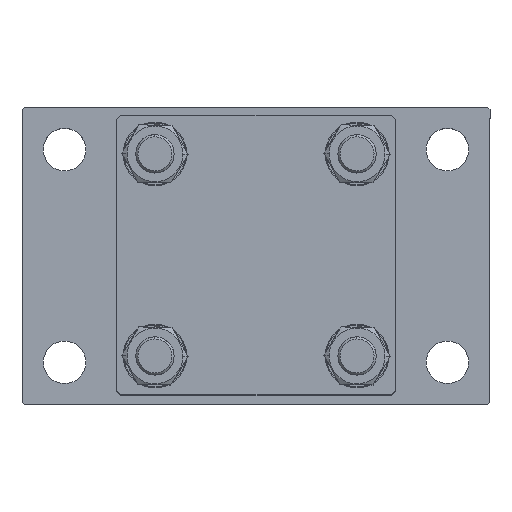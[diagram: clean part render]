
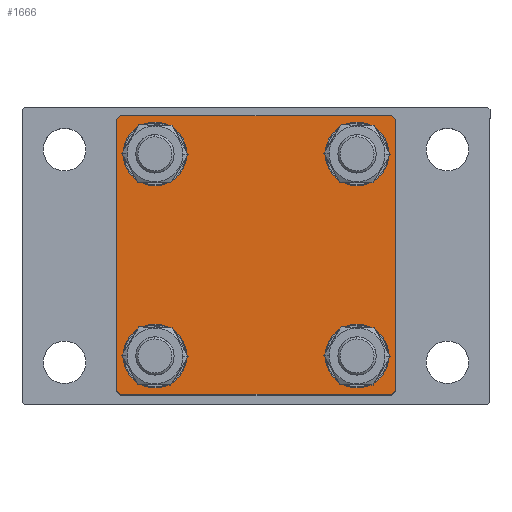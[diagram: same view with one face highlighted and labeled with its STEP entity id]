
A CAD part, top view. The second image highlights one B-rep face of the part: STEP entity #1666.
In plain terms, the highlighted face is planar.
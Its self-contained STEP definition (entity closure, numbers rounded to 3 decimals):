
#101 = EDGE_CURVE ( 'NONE', #4364, #4322, #7437, .T. ) ;
#102 = EDGE_CURVE ( 'NONE', #1224, #4323, #7438, .T. ) ;
#105 = EDGE_CURVE ( 'NONE', #4430, #1180, #7431, .T. ) ;
#112 = EDGE_CURVE ( 'NONE', #4364, #1324, #7422, .T. ) ;
#126 = EDGE_CURVE ( 'NONE', #1192, #4420, #7401, .T. ) ;
#127 = EDGE_CURVE ( 'NONE', #1180, #4430, #7409, .T. ) ;
#144 = EDGE_CURVE ( 'NONE', #4420, #1192, #7380, .T. ) ;
#145 = EDGE_CURVE ( 'NONE', #1285, #4407, #7378, .T. ) ;
#157 = EDGE_CURVE ( 'NONE', #4315, #1247, #7358, .T. ) ;
#170 = EDGE_CURVE ( 'NONE', #4418, #1246, #7341, .T. ) ;
#178 = EDGE_CURVE ( 'NONE', #4315, #4407, #7334, .T. ) ;
#192 = EDGE_CURVE ( 'NONE', #4323, #1224, #7307, .T. ) ;
#194 = EDGE_CURVE ( 'NONE', #1285, #1324, #7303, .T. ) ;
#202 = EDGE_CURVE ( 'NONE', #1233, #1247, #7289, .T. ) ;
#212 = EDGE_CURVE ( 'NONE', #1246, #4418, #7274, .T. ) ;
#240 = EDGE_CURVE ( 'NONE', #1233, #4322, #3442, .T. ) ;
#278 = CARTESIAN_POINT ( 'NONE',  ( -47.5, 47.5, 0. ) ) ;
#299 = DIRECTION ( 'NONE',  ( -1., 0., 0. ) ) ;
#300 = DIRECTION ( 'NONE',  ( 0., 0., -1. ) ) ;
#1180 = VERTEX_POINT ( 'NONE', #5063 ) ;
#1192 = VERTEX_POINT ( 'NONE', #5074 ) ;
#1224 = VERTEX_POINT ( 'NONE', #5106 ) ;
#1233 = VERTEX_POINT ( 'NONE', #5913 ) ;
#1246 = VERTEX_POINT ( 'NONE', #5926 ) ;
#1247 = VERTEX_POINT ( 'NONE', #5927 ) ;
#1285 = VERTEX_POINT ( 'NONE', #5965 ) ;
#1324 = VERTEX_POINT ( 'NONE', #6004 ) ;
#1666 = ADVANCED_FACE ( 'NONE', ( #3109, #3106, #3110, #3107, #3111 ), #2773, .T. ) ;
#2648 = CARTESIAN_POINT ( 'NONE',  ( 47.5, 47.5, 0. ) ) ;
#2660 = DIRECTION ( 'NONE',  ( -1., 0., 0. ) ) ;
#2663 = DIRECTION ( 'NONE',  ( 0., 0., -1. ) ) ;
#2692 = DIRECTION ( 'NONE',  ( -1., 0., 0. ) ) ;
#2694 = DIRECTION ( 'NONE',  ( 0., 0., -1. ) ) ;
#2695 = CARTESIAN_POINT ( 'NONE',  ( -47.5, -47.5, 0. ) ) ;
#2769 = DIRECTION ( 'NONE',  ( 0., 0., -1. ) ) ;
#2770 = CARTESIAN_POINT ( 'NONE',  ( 0., 0., 0. ) ) ;
#2773 = PLANE ( 'NONE',  #5330 ) ;
#2776 = DIRECTION ( 'NONE',  ( -1., 0., 0. ) ) ;
#2977 = CARTESIAN_POINT ( 'NONE',  ( -65.5, 63.5, 0. ) ) ;
#3106 = FACE_BOUND ( 'NONE', #7679, .T. ) ;
#3107 = FACE_BOUND ( 'NONE', #7677, .T. ) ;
#3109 = FACE_BOUND ( 'NONE', #7672, .T. ) ;
#3110 = FACE_BOUND ( 'NONE', #7681, .T. ) ;
#3111 = FACE_OUTER_BOUND ( 'NONE', #7676, .T. ) ;
#3438 = VECTOR ( 'NONE', #4875, 1000. ) ;
#3442 = LINE ( 'NONE', #4862, #3438 ) ;
#3497 = CARTESIAN_POINT ( 'NONE',  ( 65.5, 63.5, 0. ) ) ;
#3501 = CARTESIAN_POINT ( 'NONE',  ( 38., -47.5, 0. ) ) ;
#3528 = CARTESIAN_POINT ( 'NONE',  ( 65.5, -63.5, 0. ) ) ;
#3547 = CARTESIAN_POINT ( 'NONE',  ( -65.5, -63.5, 0. ) ) ;
#3553 = CARTESIAN_POINT ( 'NONE',  ( -57., 47.5, 0. ) ) ;
#3555 = CARTESIAN_POINT ( 'NONE',  ( -38., -47.5, 0. ) ) ;
#3565 = CARTESIAN_POINT ( 'NONE',  ( 57., 47.5, 0. ) ) ;
#4276 = DIRECTION ( 'NONE',  ( -1., 0., 0. ) ) ;
#4277 = DIRECTION ( 'NONE',  ( 0., 0., -1. ) ) ;
#4278 = CARTESIAN_POINT ( 'NONE',  ( -47.5, 47.5, 0. ) ) ;
#4315 = VERTEX_POINT ( 'NONE', #2977 ) ;
#4322 = VERTEX_POINT ( 'NONE', #3497 ) ;
#4323 = VERTEX_POINT ( 'NONE', #3501 ) ;
#4364 = VERTEX_POINT ( 'NONE', #3528 ) ;
#4407 = VERTEX_POINT ( 'NONE', #3547 ) ;
#4418 = VERTEX_POINT ( 'NONE', #3553 ) ;
#4420 = VERTEX_POINT ( 'NONE', #3555 ) ;
#4430 = VERTEX_POINT ( 'NONE', #3565 ) ;
#4526 = CARTESIAN_POINT ( 'NONE',  ( -65.5, 65.5, 0. ) ) ;
#4527 = DIRECTION ( 'NONE',  ( -1., 0., 0. ) ) ;
#4862 = CARTESIAN_POINT ( 'NONE',  ( 64.5, 64.5, 0. ) ) ;
#4875 = DIRECTION ( 'NONE',  ( 0.707, -0.707, 0. ) ) ;
#5063 = CARTESIAN_POINT ( 'NONE',  ( 38., 47.5, 0. ) ) ;
#5074 = CARTESIAN_POINT ( 'NONE',  ( -57., -47.5, 0. ) ) ;
#5106 = CARTESIAN_POINT ( 'NONE',  ( 57., -47.5, 0. ) ) ;
#5162 = DIRECTION ( 'NONE',  ( -1., 0., 0. ) ) ;
#5166 = DIRECTION ( 'NONE',  ( 0., 0., -1. ) ) ;
#5169 = CARTESIAN_POINT ( 'NONE',  ( 47.5, 47.5, 0. ) ) ;
#5185 = CARTESIAN_POINT ( 'NONE',  ( 64.5, -64.5, 0. ) ) ;
#5187 = CARTESIAN_POINT ( 'NONE',  ( 65.5, -65.5, 0. ) ) ;
#5191 = DIRECTION ( 'NONE',  ( -0.707, -0.707, 0. ) ) ;
#5195 = CARTESIAN_POINT ( 'NONE',  ( 47.5, -47.5, 0. ) ) ;
#5199 = DIRECTION ( 'NONE',  ( -1., 0., 0. ) ) ;
#5209 = DIRECTION ( 'NONE',  ( 0., 0., -1. ) ) ;
#5244 = DIRECTION ( 'NONE',  ( 0., 1., 0. ) ) ;
#5330 = AXIS2_PLACEMENT_3D ( 'NONE', #2770, #2769, #2776 ) ;
#5913 = CARTESIAN_POINT ( 'NONE',  ( 63.5, 65.5, 0. ) ) ;
#5926 = CARTESIAN_POINT ( 'NONE',  ( -38., 47.5, 0. ) ) ;
#5927 = CARTESIAN_POINT ( 'NONE',  ( -63.5, 65.5, 0. ) ) ;
#5965 = CARTESIAN_POINT ( 'NONE',  ( -63.5, -65.5, 0. ) ) ;
#6004 = CARTESIAN_POINT ( 'NONE',  ( 63.5, -65.5, 0. ) ) ;
#6460 = DIRECTION ( 'NONE',  ( -1., 0., 0. ) ) ;
#6461 = DIRECTION ( 'NONE',  ( 0., 0., -1. ) ) ;
#6462 = CARTESIAN_POINT ( 'NONE',  ( -47.5, -47.5, 0. ) ) ;
#6466 = CARTESIAN_POINT ( 'NONE',  ( -64.5, -64.5, 0. ) ) ;
#6475 = DIRECTION ( 'NONE',  ( -0.707, 0.707, 0. ) ) ;
#6480 = CARTESIAN_POINT ( 'NONE',  ( -64.5, 64.5, 0. ) ) ;
#6481 = DIRECTION ( 'NONE',  ( 0.707, 0.707, 0. ) ) ;
#6534 = DIRECTION ( 'NONE',  ( 0., 0., -1. ) ) ;
#6535 = CARTESIAN_POINT ( 'NONE',  ( 47.5, -47.5, 0. ) ) ;
#6536 = DIRECTION ( 'NONE',  ( -1., 0., 0. ) ) ;
#6538 = CARTESIAN_POINT ( 'NONE',  ( -65.5, -65.5, 0. ) ) ;
#6557 = DIRECTION ( 'NONE',  ( 1., 0., 0. ) ) ;
#6740 = AXIS2_PLACEMENT_3D ( 'NONE', #278, #300, #299 ) ;
#6749 = AXIS2_PLACEMENT_3D ( 'NONE', #6535, #6534, #6536 ) ;
#6758 = AXIS2_PLACEMENT_3D ( 'NONE', #4278, #4277, #4276 ) ;
#6773 = AXIS2_PLACEMENT_3D ( 'NONE', #6462, #6461, #6460 ) ;
#6783 = AXIS2_PLACEMENT_3D ( 'NONE', #2648, #2663, #2660 ) ;
#6784 = AXIS2_PLACEMENT_3D ( 'NONE', #2695, #2694, #2692 ) ;
#6792 = AXIS2_PLACEMENT_3D ( 'NONE', #5169, #5166, #5162 ) ;
#6793 = AXIS2_PLACEMENT_3D ( 'NONE', #5195, #5209, #5199 ) ;
#7274 = CIRCLE ( 'NONE', #6740, 9.5 ) ;
#7286 = VECTOR ( 'NONE', #4527, 1000. ) ;
#7289 = LINE ( 'NONE', #4526, #7286 ) ;
#7300 = VECTOR ( 'NONE', #6557, 1000. ) ;
#7303 = LINE ( 'NONE', #6538, #7300 ) ;
#7307 = CIRCLE ( 'NONE', #6749, 9.5 ) ;
#7325 = VECTOR ( 'NONE', #7956, 1000. ) ;
#7334 = LINE ( 'NONE', #8134, #7325 ) ;
#7341 = CIRCLE ( 'NONE', #6758, 9.5 ) ;
#7356 = VECTOR ( 'NONE', #6481, 1000. ) ;
#7358 = LINE ( 'NONE', #6480, #7356 ) ;
#7374 = VECTOR ( 'NONE', #6475, 1000. ) ;
#7378 = LINE ( 'NONE', #6466, #7374 ) ;
#7380 = CIRCLE ( 'NONE', #6773, 9.5 ) ;
#7401 = CIRCLE ( 'NONE', #6784, 9.5 ) ;
#7409 = CIRCLE ( 'NONE', #6783, 9.5 ) ;
#7419 = VECTOR ( 'NONE', #5191, 1000. ) ;
#7422 = LINE ( 'NONE', #5185, #7419 ) ;
#7431 = CIRCLE ( 'NONE', #6792, 9.5 ) ;
#7435 = VECTOR ( 'NONE', #5244, 1000. ) ;
#7437 = LINE ( 'NONE', #5187, #7435 ) ;
#7438 = CIRCLE ( 'NONE', #6793, 9.5 ) ;
#7493 = ORIENTED_EDGE ( 'NONE', *, *, #127, .F. ) ;
#7497 = ORIENTED_EDGE ( 'NONE', *, *, #192, .F. ) ;
#7498 = ORIENTED_EDGE ( 'NONE', *, *, #102, .F. ) ;
#7499 = ORIENTED_EDGE ( 'NONE', *, *, #126, .F. ) ;
#7500 = ORIENTED_EDGE ( 'NONE', *, *, #170, .F. ) ;
#7501 = ORIENTED_EDGE ( 'NONE', *, *, #144, .F. ) ;
#7502 = ORIENTED_EDGE ( 'NONE', *, *, #101, .F. ) ;
#7503 = ORIENTED_EDGE ( 'NONE', *, *, #212, .F. ) ;
#7504 = ORIENTED_EDGE ( 'NONE', *, *, #194, .F. ) ;
#7505 = ORIENTED_EDGE ( 'NONE', *, *, #105, .F. ) ;
#7506 = ORIENTED_EDGE ( 'NONE', *, *, #112, .T. ) ;
#7507 = ORIENTED_EDGE ( 'NONE', *, *, #145, .T. ) ;
#7513 = ORIENTED_EDGE ( 'NONE', *, *, #240, .T. ) ;
#7514 = ORIENTED_EDGE ( 'NONE', *, *, #202, .F. ) ;
#7515 = ORIENTED_EDGE ( 'NONE', *, *, #157, .T. ) ;
#7516 = ORIENTED_EDGE ( 'NONE', *, *, #178, .F. ) ;
#7672 = EDGE_LOOP ( 'NONE', ( #7493, #7505 ) ) ;
#7676 = EDGE_LOOP ( 'NONE', ( #7502, #7506, #7504, #7507, #7516, #7515, #7514, #7513 ) ) ;
#7677 = EDGE_LOOP ( 'NONE', ( #7500, #7503 ) ) ;
#7679 = EDGE_LOOP ( 'NONE', ( #7497, #7498 ) ) ;
#7681 = EDGE_LOOP ( 'NONE', ( #7499, #7501 ) ) ;
#7956 = DIRECTION ( 'NONE',  ( 0., -1., 0. ) ) ;
#8134 = CARTESIAN_POINT ( 'NONE',  ( -65.5, -65.5, 0. ) ) ;
